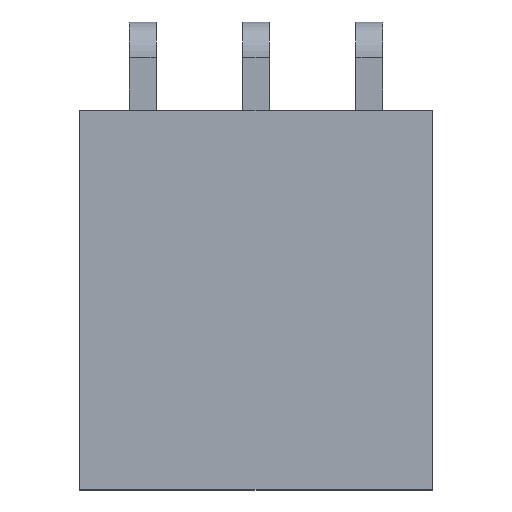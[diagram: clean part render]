
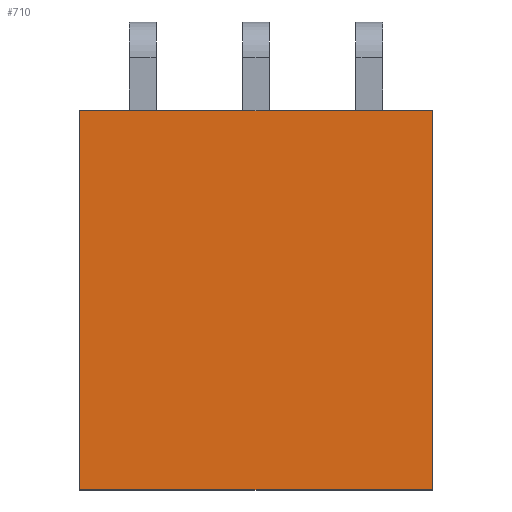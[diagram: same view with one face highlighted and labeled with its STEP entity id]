
A CAD part, top view. The second image highlights one B-rep face of the part: STEP entity #710.
In plain terms, the highlighted planar face has unit normal (0, 0, 1).
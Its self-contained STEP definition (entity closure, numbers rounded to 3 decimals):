
#710=ADVANCED_FACE('',(#1499),#1501,.T.);
#1499=FACE_BOUND('',#1500,.T.);
#1500=EDGE_LOOP('',(#2146,#2147,#2148,#2149));
#1501=PLANE('',#1502);
#1502=AXIS2_PLACEMENT_3D('',#1503,#1504,#1505);
#1503=CARTESIAN_POINT('',(6.5,-10.3,2.5));
#1504=DIRECTION('',(0.,-0.,1.));
#1505=DIRECTION('',(0.,1.,0.));
#2146=ORIENTED_EDGE('',*,*,#2509,.T.);
#2147=ORIENTED_EDGE('',*,*,#2541,.T.);
#2148=ORIENTED_EDGE('',*,*,#2539,.F.);
#2149=ORIENTED_EDGE('',*,*,#2553,.F.);
#2509=EDGE_CURVE('',#2884,#2882,#2885,.T.);
#2539=EDGE_CURVE('',#2934,#2936,#2937,.T.);
#2541=EDGE_CURVE('',#2882,#2936,#2939,.T.);
#2553=EDGE_CURVE('',#2884,#2934,#2953,.T.);
#2882=VERTEX_POINT('',#3608);
#2884=VERTEX_POINT('',#3612);
#2885=LINE('',#3613,#3614);
#2934=VERTEX_POINT('',#3720);
#2936=VERTEX_POINT('',#3724);
#2937=LINE('',#3725,#3726);
#2939=LINE('',#3731,#3732);
#2953=LINE('',#3769,#3770);
#3608=CARTESIAN_POINT('',(6.5,-1.8,2.5));
#3612=CARTESIAN_POINT('',(6.5,-10.3,2.5));
#3613=CARTESIAN_POINT('',(6.5,-10.3,2.5));
#3614=VECTOR('',#3615,1.);
#3615=DIRECTION('',(0.,1.,0.));
#3720=CARTESIAN_POINT('',(-1.42,-10.3,2.5));
#3724=CARTESIAN_POINT('',(-1.42,-1.8,2.5));
#3725=CARTESIAN_POINT('',(-1.42,-10.3,2.5));
#3726=VECTOR('',#3727,1.);
#3727=DIRECTION('',(0.,1.,0.));
#3731=CARTESIAN_POINT('',(6.5,-1.8,2.5));
#3732=VECTOR('',#3733,1.);
#3733=DIRECTION('',(-1.,0.,0.));
#3769=CARTESIAN_POINT('',(6.5,-10.3,2.5));
#3770=VECTOR('',#3771,1.);
#3771=DIRECTION('',(-1.,0.,0.));
